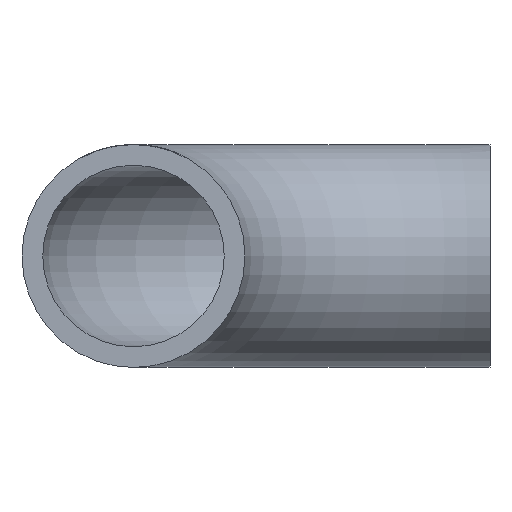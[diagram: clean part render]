
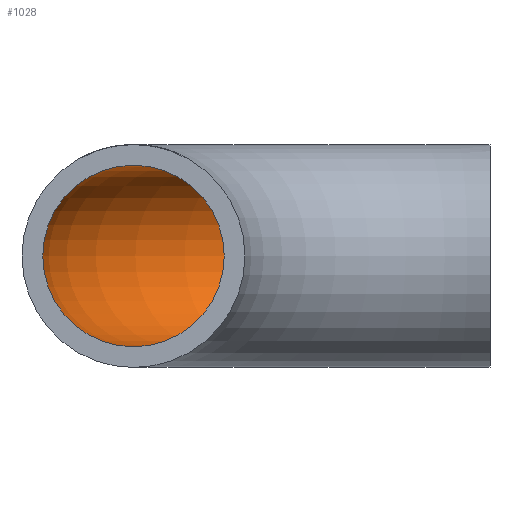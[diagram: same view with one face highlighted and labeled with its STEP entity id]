
A CAD part, front view. The second image highlights one B-rep face of the part: STEP entity #1028.
In plain terms, the highlighted toroidal (fillet/blend) face has major radius 27.5 mm and minor radius 7 mm.
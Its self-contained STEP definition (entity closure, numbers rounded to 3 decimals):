
#313 = VERTEX_POINT ( 'NONE', #4532 ) ;
#475 = AXIS2_PLACEMENT_3D ( 'NONE', #7586, #2903, #5275 ) ;
#993 = ORIENTED_EDGE ( 'NONE', *, *, #3873, .F. ) ;
#1028 = ADVANCED_FACE ( 'NONE', ( #1802, #3941 ), #1224, .F. ) ;
#1224 = TOROIDAL_SURFACE ( 'NONE', #2408, 27.5, 7. ) ;
#1802 = FACE_OUTER_BOUND ( 'NONE', #3405, .T. ) ;
#2408 = AXIS2_PLACEMENT_3D ( 'NONE', #7145, #3627, #6021 ) ;
#2903 = DIRECTION ( 'NONE',  ( 0., 1., 0. ) ) ;
#3405 = EDGE_LOOP ( 'NONE', ( #4807 ) ) ;
#3627 = DIRECTION ( 'NONE',  ( 0., 0., -1. ) ) ;
#3873 = EDGE_CURVE ( 'NONE', #6034, #6034, #7376, .T. ) ;
#3941 = FACE_OUTER_BOUND ( 'NONE', #6583, .T. ) ;
#4448 = CARTESIAN_POINT ( 'NONE',  ( -27.5, 0., 7. ) ) ;
#4532 = CARTESIAN_POINT ( 'NONE',  ( 0., 34.5, 0. ) ) ;
#4580 = DIRECTION ( 'NONE',  ( 0., 1., 0. ) ) ;
#4807 = ORIENTED_EDGE ( 'NONE', *, *, #6967, .T. ) ;
#5275 = DIRECTION ( 'NONE',  ( 0., 0., 1. ) ) ;
#6021 = DIRECTION ( 'NONE',  ( -1., 0., 0. ) ) ;
#6034 = VERTEX_POINT ( 'NONE', #4448 ) ;
#6251 = CIRCLE ( 'NONE', #7031, 7. ) ;
#6583 = EDGE_LOOP ( 'NONE', ( #993 ) ) ;
#6911 = CARTESIAN_POINT ( 'NONE',  ( 0., 27.5, 0. ) ) ;
#6967 = EDGE_CURVE ( 'NONE', #313, #313, #6251, .T. ) ;
#7031 = AXIS2_PLACEMENT_3D ( 'NONE', #6911, #7517, #4580 ) ;
#7145 = CARTESIAN_POINT ( 'NONE',  ( 0., 0., 0. ) ) ;
#7376 = CIRCLE ( 'NONE', #475, 7. ) ;
#7517 = DIRECTION ( 'NONE',  ( 1., 0., 0. ) ) ;
#7586 = CARTESIAN_POINT ( 'NONE',  ( -27.5, 0., 0. ) ) ;
